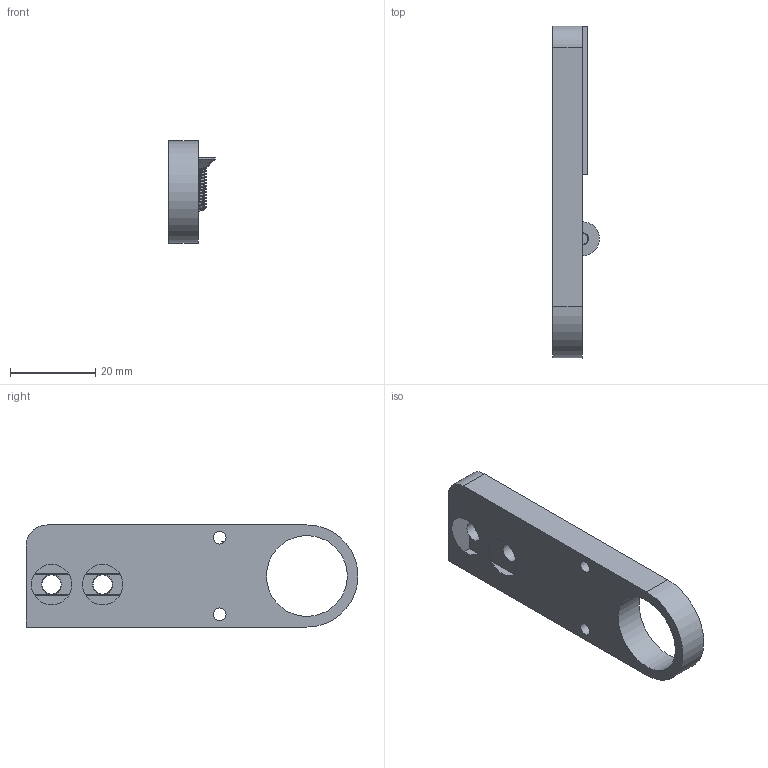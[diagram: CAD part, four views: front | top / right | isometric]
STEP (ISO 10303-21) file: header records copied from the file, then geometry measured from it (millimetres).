
FILE_DESCRIPTION(/* description */ (''),/* implementation_level */ '2;1');
FILE_NAME(/* name */ 'motor_mount_mirrored.step',/* time_stamp */ '2020-10-14T08:12:16+02:00',/* author */ (''),/* organization */ (''),/* preprocessor_version */ 'ST-DEVELOPER v18.1',/* originating_system */ 'Autodesk Translation Framework v9.3.0.1241',/* authorisation */ '');
FILE_SCHEMA (('AUTOMOTIVE_DESIGN { 1 0 10303 214 3 1 1 }'));
Length unit declared in the file: millimetre
Products named in the file (2): Halter Motor (Mirror); 93395A257
Assembly tree (1 placements, depth 2):
  Halter Motor (Mirror)
    93395A257
Bounding box: 11 x 78 x 24 mm (x, y, z)
Volume: 10532.7 mm3; surface area: 5451.9 mm2
Topology: 2 solids, 2 shells, 69 faces, 175 edges, 111 vertices
Faces by surface type: cylinder 36, plane 19, cone 12, bspline 2
Full cylindrical faces by diameter (mm): 3 x2, 3.091 x12, 4 x12, 4.5 x2, 8 x1, 19 x1
Entity records: 4864 total; most frequent: CARTESIAN_POINT 3252, ORIENTED_EDGE 350, DIRECTION 280, EDGE_CURVE 175, VERTEX_POINT 111, AXIS2_PLACEMENT_3D 103, EDGE_LOOP 80, LINE 74
